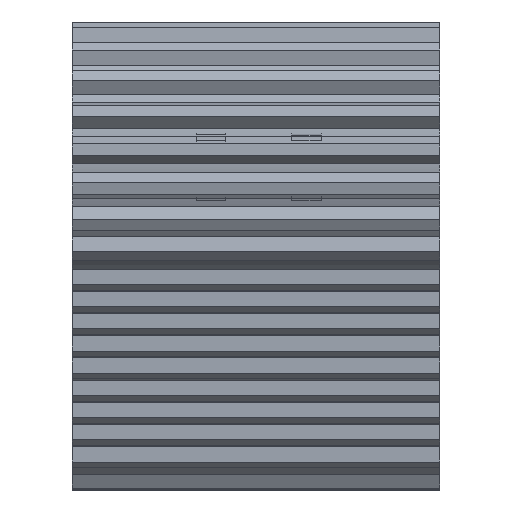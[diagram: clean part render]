
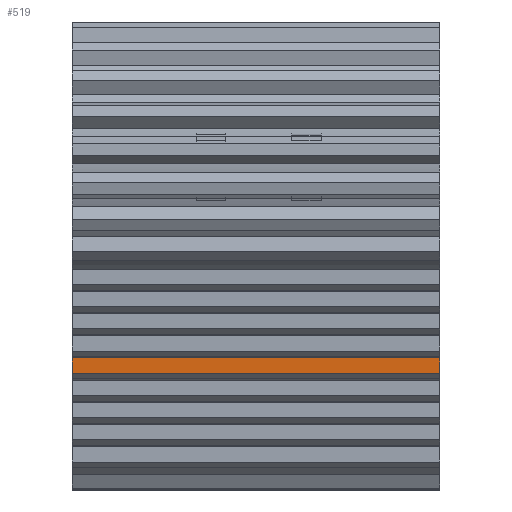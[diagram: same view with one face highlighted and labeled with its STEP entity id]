
A CAD part, top view. The second image highlights one B-rep face of the part: STEP entity #519.
In plain terms, the highlighted planar face has unit normal (0, -0.039, 0.999).
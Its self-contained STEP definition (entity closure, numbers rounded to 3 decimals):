
#519=ADVANCED_FACE('',(#1320),#941,.T.);
#941=PLANE('',#9183);
#1320=FACE_OUTER_BOUND('',#1752,.T.);
#1752=EDGE_LOOP('',(#2791,#2792,#2793,#2794));
#2791=ORIENTED_EDGE('',*,*,#5876,.F.);
#2792=ORIENTED_EDGE('',*,*,#5877,.F.);
#2793=ORIENTED_EDGE('',*,*,#5878,.F.);
#2794=ORIENTED_EDGE('',*,*,#5879,.F.);
#4901=VERTEX_POINT('',#12672);
#4902=VERTEX_POINT('',#12673);
#4903=VERTEX_POINT('',#12675);
#4904=VERTEX_POINT('',#12677);
#5876=EDGE_CURVE('',#4901,#4902,#7135,.T.);
#5877=EDGE_CURVE('',#4903,#4901,#7136,.T.);
#5878=EDGE_CURVE('',#4904,#4903,#7137,.T.);
#5879=EDGE_CURVE('',#4902,#4904,#7138,.T.);
#7135=LINE('',#12671,#8303);
#7136=LINE('',#12674,#8304);
#7137=LINE('',#12676,#8305);
#7138=LINE('',#12678,#8306);
#8303=VECTOR('',#10263,1.);
#8304=VECTOR('',#10264,1.);
#8305=VECTOR('',#10265,1.);
#8306=VECTOR('',#10266,1.);
#9183=AXIS2_PLACEMENT_3D('',#12679,#10267,#10268);
#10263=DIRECTION('',(0.,0.999,0.039));
#10264=DIRECTION('',(-1.,0.,0.));
#10265=DIRECTION('',(0.,-0.999,-0.039));
#10266=DIRECTION('',(1.,0.,0.));
#10267=DIRECTION('',(0.,-0.039,0.999));
#10268=DIRECTION('',(0.,0.999,0.039));
#12671=CARTESIAN_POINT('',(0.,-196.733,1059.825));
#12672=CARTESIAN_POINT('',(0.,-209.723,1059.318));
#12673=CARTESIAN_POINT('',(0.,-183.742,1060.331));
#12674=CARTESIAN_POINT('',(310.,-209.723,1059.318));
#12675=CARTESIAN_POINT('',(620.,-209.723,1059.318));
#12676=CARTESIAN_POINT('',(620.,-196.733,1059.825));
#12677=CARTESIAN_POINT('',(620.,-183.742,1060.331));
#12678=CARTESIAN_POINT('',(310.,-183.742,1060.331));
#12679=CARTESIAN_POINT('',(620.01,-209.733,1059.317));
